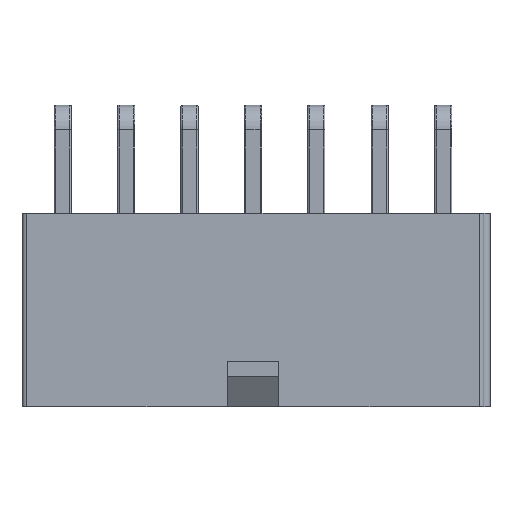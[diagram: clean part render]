
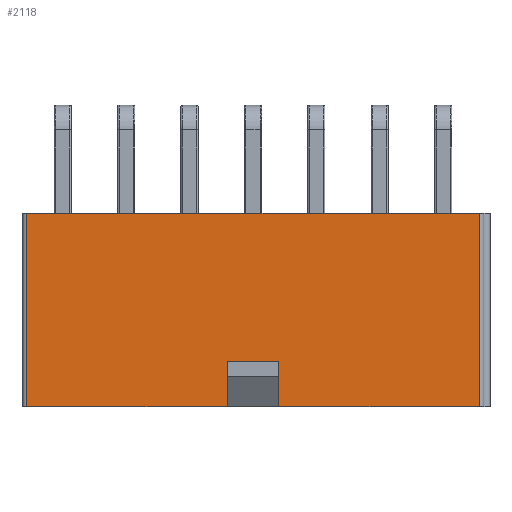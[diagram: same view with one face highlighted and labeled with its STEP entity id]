
A CAD part, top view. The second image highlights one B-rep face of the part: STEP entity #2118.
In plain terms, the highlighted planar face has unit normal (0, 0, 1).
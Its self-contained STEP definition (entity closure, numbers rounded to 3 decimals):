
#1907=CARTESIAN_POINT('',(-1.7,-6.4,4.8));
#1908=VERTEX_POINT('',#1907);
#1915=CARTESIAN_POINT('',(1.7,-6.4,4.8));
#1916=VERTEX_POINT('',#1915);
#1945=CARTESIAN_POINT('',(-1.7,-3.522,4.8));
#1946=VERTEX_POINT('',#1945);
#1953=CARTESIAN_POINT('',(-1.7,-3.522,4.8));
#1954=DIRECTION('',(0.,-1.,0.));
#1955=VECTOR('',#1954,2.878);
#1956=LINE('',#1953,#1955);
#1957=EDGE_CURVE('',#1946,#1908,#1956,.T.);
#1968=CARTESIAN_POINT('',(1.7,-3.522,4.8));
#1969=VERTEX_POINT('',#1968);
#1970=CARTESIAN_POINT('',(1.7,-3.522,4.8));
#1971=DIRECTION('',(-1.,0.,0.));
#1972=VECTOR('',#1971,3.4);
#1973=LINE('',#1970,#1972);
#1974=EDGE_CURVE('',#1969,#1946,#1973,.T.);
#2000=CARTESIAN_POINT('',(1.7,-6.4,4.8));
#2001=DIRECTION('',(0.,1.,0.));
#2002=VECTOR('',#2001,2.878);
#2003=LINE('',#2000,#2002);
#2004=EDGE_CURVE('',#1916,#1969,#2003,.T.);
#2070=CARTESIAN_POINT('',(0.,0.,4.8));
#2071=DIRECTION('',(1.,0.,0.));
#2072=DIRECTION('',(0.,0.,1.));
#2073=AXIS2_PLACEMENT_3D('',#2070,#2072,#2071);
#2074=PLANE('',#2073);
#2075=ORIENTED_EDGE('',*,*,#1957,.F.);
#2076=ORIENTED_EDGE('',*,*,#1974,.F.);
#2077=ORIENTED_EDGE('',*,*,#2004,.F.);
#2078=CARTESIAN_POINT('',(15.,-6.4,4.8));
#2079=VERTEX_POINT('',#2078);
#2080=CARTESIAN_POINT('',(1.7,-6.4,4.8));
#2081=DIRECTION('',(1.,0.,0.));
#2082=VECTOR('',#2081,13.3);
#2083=LINE('',#2080,#2082);
#2084=EDGE_CURVE('',#1916,#2079,#2083,.T.);
#2085=ORIENTED_EDGE('',*,*,#2084,.T.);
#2086=CARTESIAN_POINT('',(15.,6.4,4.8));
#2087=VERTEX_POINT('',#2086);
#2088=CARTESIAN_POINT('',(15.,-6.4,4.8));
#2089=DIRECTION('',(0.,1.,0.));
#2090=VECTOR('',#2089,12.8);
#2091=LINE('',#2088,#2090);
#2092=EDGE_CURVE('',#2079,#2087,#2091,.T.);
#2093=ORIENTED_EDGE('',*,*,#2092,.T.);
#2094=CARTESIAN_POINT('',(-15.,6.4,4.8));
#2095=VERTEX_POINT('',#2094);
#2096=CARTESIAN_POINT('',(15.,6.4,4.8));
#2097=DIRECTION('',(-1.,0.,0.));
#2098=VECTOR('',#2097,30.);
#2099=LINE('',#2096,#2098);
#2100=EDGE_CURVE('',#2087,#2095,#2099,.T.);
#2101=ORIENTED_EDGE('',*,*,#2100,.T.);
#2102=CARTESIAN_POINT('',(-15.,-6.4,4.8));
#2103=VERTEX_POINT('',#2102);
#2104=CARTESIAN_POINT('',(-15.,6.4,4.8));
#2105=DIRECTION('',(0.,-1.,0.));
#2106=VECTOR('',#2105,12.8);
#2107=LINE('',#2104,#2106);
#2108=EDGE_CURVE('',#2095,#2103,#2107,.T.);
#2109=ORIENTED_EDGE('',*,*,#2108,.T.);
#2110=CARTESIAN_POINT('',(-15.,-6.4,4.8));
#2111=DIRECTION('',(1.,0.,0.));
#2112=VECTOR('',#2111,13.3);
#2113=LINE('',#2110,#2112);
#2114=EDGE_CURVE('',#2103,#1908,#2113,.T.);
#2115=ORIENTED_EDGE('',*,*,#2114,.T.);
#2116=EDGE_LOOP('',(#2075,#2076,#2077,#2085,#2093,#2101,#2109,#2115));
#2117=FACE_OUTER_BOUND('',#2116,.T.);
#2118=ADVANCED_FACE('',(#2117),#2074,.T.);
